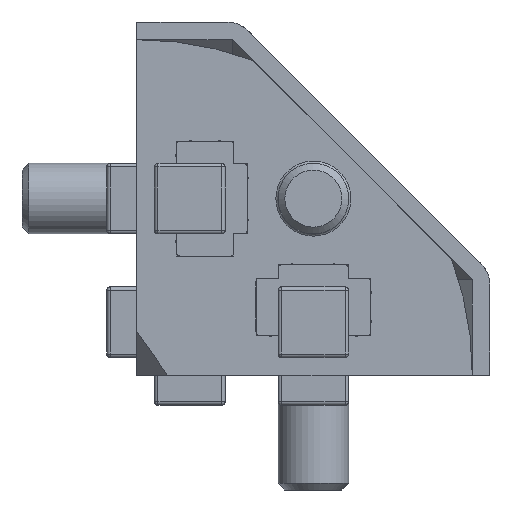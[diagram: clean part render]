
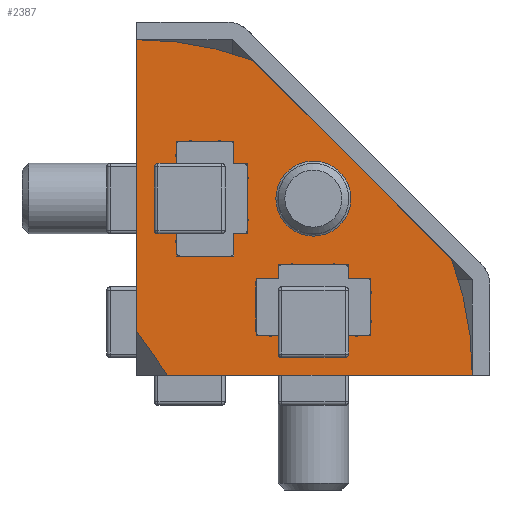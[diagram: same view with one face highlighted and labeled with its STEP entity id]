
A CAD part, front view. The second image highlights one B-rep face of the part: STEP entity #2387.
In plain terms, the highlighted planar face has unit normal (0, -1, 0).
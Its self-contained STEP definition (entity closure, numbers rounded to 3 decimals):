
#355=CARTESIAN_POINT('',(3.5,0.,0.));
#356=VERTEX_POINT('',#355);
#365=CARTESIAN_POINT('',(0.,0.0,4.95));
#366=VERTEX_POINT('',#365);
#367=CARTESIAN_POINT('',(0.0,0.0,4.95));
#368=DIRECTION('',(0.577,0.0,-0.816));
#369=VECTOR('',#368,6.062);
#370=LINE('',#367,#369);
#371=EDGE_CURVE('',#366,#356,#370,.T.);
#388=CARTESIAN_POINT('',(0.,0.0,38.));
#389=VERTEX_POINT('',#388);
#390=CARTESIAN_POINT('',(0.,0.0,38.));
#391=DIRECTION('',(0.0,0.0,-1.0));
#392=VECTOR('',#391,33.05);
#393=LINE('',#390,#392);
#394=EDGE_CURVE('',#389,#366,#393,.T.);
#1123=CARTESIAN_POINT('',(4.5,0.0,26.5));
#1124=VERTEX_POINT('',#1123);
#1131=CARTESIAN_POINT('',(4.5,0.0,13.5));
#1132=VERTEX_POINT('',#1131);
#1133=CARTESIAN_POINT('',(4.5,0.0,13.5));
#1134=DIRECTION('',(0.0,0.0,1.0));
#1135=VECTOR('',#1134,13.);
#1136=LINE('',#1133,#1135);
#1137=EDGE_CURVE('',#1132,#1124,#1136,.T.);
#1162=CARTESIAN_POINT('',(11.,0.0,13.5));
#1163=VERTEX_POINT('',#1162);
#1164=CARTESIAN_POINT('',(11.,0.0,13.5));
#1165=DIRECTION('',(-1.0,0.0,0.0));
#1166=VECTOR('',#1165,6.5);
#1167=LINE('',#1164,#1166);
#1168=EDGE_CURVE('',#1163,#1132,#1167,.T.);
#1193=CARTESIAN_POINT('',(11.,0.0,16.));
#1194=VERTEX_POINT('',#1193);
#1195=CARTESIAN_POINT('',(11.,0.0,16.));
#1196=DIRECTION('',(0.0,0.0,-1.0));
#1197=VECTOR('',#1196,2.5);
#1198=LINE('',#1195,#1197);
#1199=EDGE_CURVE('',#1194,#1163,#1198,.T.);
#1224=CARTESIAN_POINT('',(12.5,0.0,16.));
#1225=VERTEX_POINT('',#1224);
#1226=CARTESIAN_POINT('',(12.5,0.0,16.));
#1227=DIRECTION('',(-1.0,0.0,0.0));
#1228=VECTOR('',#1227,1.5);
#1229=LINE('',#1226,#1228);
#1230=EDGE_CURVE('',#1225,#1194,#1229,.T.);
#1255=CARTESIAN_POINT('',(12.5,0.0,24.0));
#1256=VERTEX_POINT('',#1255);
#1257=CARTESIAN_POINT('',(12.5,0.0,24.0));
#1258=DIRECTION('',(0.0,0.0,-1.0));
#1259=VECTOR('',#1258,8.);
#1260=LINE('',#1257,#1259);
#1261=EDGE_CURVE('',#1256,#1225,#1260,.T.);
#1286=CARTESIAN_POINT('',(11.,0.0,24.0));
#1287=VERTEX_POINT('',#1286);
#1288=CARTESIAN_POINT('',(11.,0.0,24.0));
#1289=DIRECTION('',(1.0,0.0,0.0));
#1290=VECTOR('',#1289,1.5);
#1291=LINE('',#1288,#1290);
#1292=EDGE_CURVE('',#1287,#1256,#1291,.T.);
#1317=CARTESIAN_POINT('',(11.,0.0,26.5));
#1318=VERTEX_POINT('',#1317);
#1319=CARTESIAN_POINT('',(11.,0.0,26.5));
#1320=DIRECTION('',(0.0,0.0,-1.0));
#1321=VECTOR('',#1320,2.5);
#1322=LINE('',#1319,#1321);
#1323=EDGE_CURVE('',#1318,#1287,#1322,.T.);
#1346=CARTESIAN_POINT('',(4.5,0.0,26.5));
#1347=DIRECTION('',(1.0,0.0,0.0));
#1348=VECTOR('',#1347,6.5);
#1349=LINE('',#1346,#1348);
#1350=EDGE_CURVE('',#1124,#1318,#1349,.T.);
#1387=CARTESIAN_POINT('',(13.5,0.0,4.5));
#1388=VERTEX_POINT('',#1387);
#1395=CARTESIAN_POINT('',(26.5,0.0,4.5));
#1396=VERTEX_POINT('',#1395);
#1397=CARTESIAN_POINT('',(26.5,0.0,4.5));
#1398=DIRECTION('',(-1.0,0.0,0.0));
#1399=VECTOR('',#1398,13.);
#1400=LINE('',#1397,#1399);
#1401=EDGE_CURVE('',#1396,#1388,#1400,.T.);
#1426=CARTESIAN_POINT('',(26.5,0.0,11.0));
#1427=VERTEX_POINT('',#1426);
#1428=CARTESIAN_POINT('',(26.5,0.0,11.));
#1429=DIRECTION('',(0.0,0.0,-1.0));
#1430=VECTOR('',#1429,6.5);
#1431=LINE('',#1428,#1430);
#1432=EDGE_CURVE('',#1427,#1396,#1431,.T.);
#1457=CARTESIAN_POINT('',(24.,0.0,11.0));
#1458=VERTEX_POINT('',#1457);
#1459=CARTESIAN_POINT('',(24.,0.0,11.0));
#1460=DIRECTION('',(1.0,0.0,0.0));
#1461=VECTOR('',#1460,2.5);
#1462=LINE('',#1459,#1461);
#1463=EDGE_CURVE('',#1458,#1427,#1462,.T.);
#1488=CARTESIAN_POINT('',(24.,0.0,12.5));
#1489=VERTEX_POINT('',#1488);
#1490=CARTESIAN_POINT('',(24.,0.0,12.5));
#1491=DIRECTION('',(0.0,0.0,-1.0));
#1492=VECTOR('',#1491,1.5);
#1493=LINE('',#1490,#1492);
#1494=EDGE_CURVE('',#1489,#1458,#1493,.T.);
#1519=CARTESIAN_POINT('',(16.0,0.0,12.5));
#1520=VERTEX_POINT('',#1519);
#1521=CARTESIAN_POINT('',(16.0,0.0,12.5));
#1522=DIRECTION('',(1.0,0.0,0.0));
#1523=VECTOR('',#1522,8.);
#1524=LINE('',#1521,#1523);
#1525=EDGE_CURVE('',#1520,#1489,#1524,.T.);
#1550=CARTESIAN_POINT('',(16.0,0.0,11.0));
#1551=VERTEX_POINT('',#1550);
#1552=CARTESIAN_POINT('',(16.0,0.0,11.0));
#1553=DIRECTION('',(0.0,0.0,1.0));
#1554=VECTOR('',#1553,1.5);
#1555=LINE('',#1552,#1554);
#1556=EDGE_CURVE('',#1551,#1520,#1555,.T.);
#1581=CARTESIAN_POINT('',(13.5,0.0,11.0));
#1582=VERTEX_POINT('',#1581);
#1583=CARTESIAN_POINT('',(13.5,0.0,11.0));
#1584=DIRECTION('',(1.0,0.0,0.0));
#1585=VECTOR('',#1584,2.5);
#1586=LINE('',#1583,#1585);
#1587=EDGE_CURVE('',#1582,#1551,#1586,.T.);
#1610=CARTESIAN_POINT('',(13.5,0.0,4.5));
#1611=DIRECTION('',(0.0,0.0,1.0));
#1612=VECTOR('',#1611,6.5);
#1613=LINE('',#1610,#1612);
#1614=EDGE_CURVE('',#1388,#1582,#1613,.T.);
#2108=CARTESIAN_POINT('',(24.25,0.0,20.0));
#2109=VERTEX_POINT('',#2108);
#2110=CARTESIAN_POINT('',(20.,0.0,20.0));
#2111=DIRECTION('',(0.0,1.0,0.0));
#2112=DIRECTION('',(1.0,0.0,0.0));
#2113=AXIS2_PLACEMENT_3D('',#2110,#2111,#2112);
#2114=CIRCLE('',#2113,4.25);
#2115=EDGE_CURVE('',#2109,#2109,#2114,.T.);
#2263=CARTESIAN_POINT('',(35.659,0.0,13.131));
#2264=VERTEX_POINT('',#2263);
#2272=CARTESIAN_POINT('',(38.,0.0,0.0));
#2273=VERTEX_POINT('',#2272);
#2274=CARTESIAN_POINT('',(0.0,0.0,0.0));
#2275=DIRECTION('',(0.0,-1.0,0.0));
#2276=DIRECTION('',(1.0,0.0,0.0));
#2277=AXIS2_PLACEMENT_3D('',#2274,#2275,#2276);
#2278=CIRCLE('',#2277,38.);
#2279=EDGE_CURVE('',#2273,#2264,#2278,.T.);
#2310=CARTESIAN_POINT('',(13.131,0.0,35.659));
#2311=VERTEX_POINT('',#2310);
#2312=CARTESIAN_POINT('',(0.0,0.0,0.0));
#2313=DIRECTION('',(0.0,-1.0,0.0));
#2314=DIRECTION('',(1.0,0.0,0.0));
#2315=AXIS2_PLACEMENT_3D('',#2312,#2313,#2314);
#2316=CIRCLE('',#2315,38.);
#2317=EDGE_CURVE('',#2311,#389,#2316,.T.);
#2336=CARTESIAN_POINT('',(35.659,0.0,13.131));
#2337=DIRECTION('',(-0.707,0.0,0.707));
#2338=VECTOR('',#2337,31.859);
#2339=LINE('',#2336,#2338);
#2340=EDGE_CURVE('',#2264,#2311,#2339,.T.);
#2346=CARTESIAN_POINT('',(19.,0.0,0.0));
#2347=DIRECTION('',(0.0,-1.0,0.0));
#2348=DIRECTION('',(0.0,0.0,-1.0));
#2349=AXIS2_PLACEMENT_3D('',#2346,#2347,#2348);
#2350=PLANE('',#2349);
#2351=ORIENTED_EDGE('',*,*,#371,.T.);
#2352=CARTESIAN_POINT('',(3.5,0.0,0.0));
#2353=DIRECTION('',(1.0,0.0,0.0));
#2354=VECTOR('',#2353,34.5);
#2355=LINE('',#2352,#2354);
#2356=EDGE_CURVE('',#356,#2273,#2355,.T.);
#2357=ORIENTED_EDGE('',*,*,#2356,.T.);
#2358=ORIENTED_EDGE('',*,*,#2279,.T.);
#2359=ORIENTED_EDGE('',*,*,#2340,.T.);
#2360=ORIENTED_EDGE('',*,*,#2317,.T.);
#2361=ORIENTED_EDGE('',*,*,#394,.T.);
#2362=EDGE_LOOP('',(#2351,#2357,#2358,#2359,#2360,#2361));
#2363=FACE_OUTER_BOUND('',#2362,.T.);
#2364=ORIENTED_EDGE('',*,*,#1137,.T.);
#2365=ORIENTED_EDGE('',*,*,#1350,.T.);
#2366=ORIENTED_EDGE('',*,*,#1323,.T.);
#2367=ORIENTED_EDGE('',*,*,#1292,.T.);
#2368=ORIENTED_EDGE('',*,*,#1261,.T.);
#2369=ORIENTED_EDGE('',*,*,#1230,.T.);
#2370=ORIENTED_EDGE('',*,*,#1199,.T.);
#2371=ORIENTED_EDGE('',*,*,#1168,.T.);
#2372=EDGE_LOOP('',(#2364,#2365,#2366,#2367,#2368,#2369,#2370,#2371));
#2373=FACE_BOUND('',#2372,.T.);
#2374=ORIENTED_EDGE('',*,*,#1401,.T.);
#2375=ORIENTED_EDGE('',*,*,#1614,.T.);
#2376=ORIENTED_EDGE('',*,*,#1587,.T.);
#2377=ORIENTED_EDGE('',*,*,#1556,.T.);
#2378=ORIENTED_EDGE('',*,*,#1525,.T.);
#2379=ORIENTED_EDGE('',*,*,#1494,.T.);
#2380=ORIENTED_EDGE('',*,*,#1463,.T.);
#2381=ORIENTED_EDGE('',*,*,#1432,.T.);
#2382=EDGE_LOOP('',(#2374,#2375,#2376,#2377,#2378,#2379,#2380,#2381));
#2383=FACE_BOUND('',#2382,.T.);
#2384=ORIENTED_EDGE('',*,*,#2115,.T.);
#2385=EDGE_LOOP('',(#2384));
#2386=FACE_BOUND('',#2385,.T.);
#2387=ADVANCED_FACE('',(#2363,#2373,#2383,#2386),#2350,.T.);
